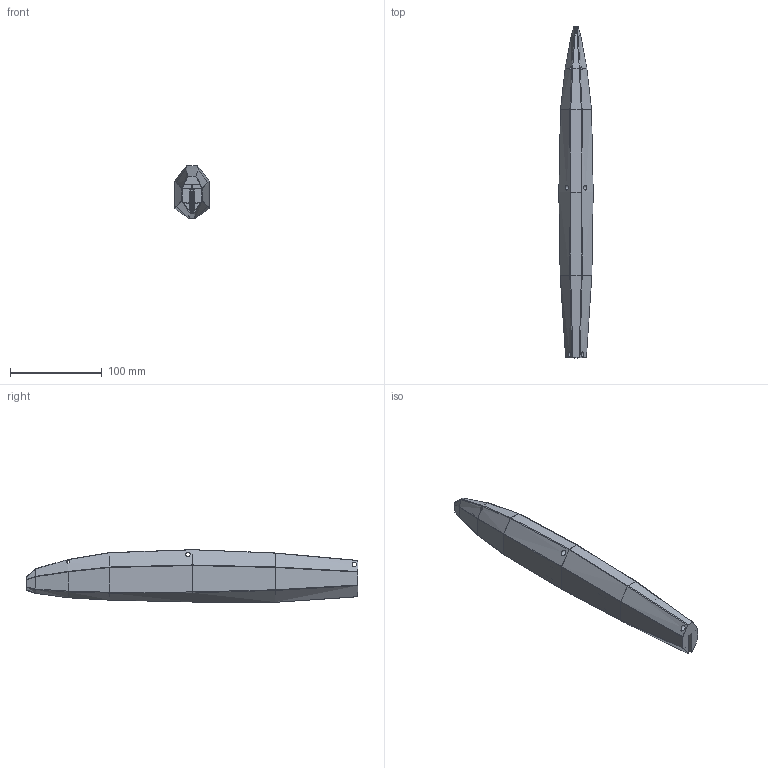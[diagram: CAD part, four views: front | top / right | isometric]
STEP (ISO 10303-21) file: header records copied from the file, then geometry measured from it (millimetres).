
FILE_DESCRIPTION(('FreeCAD Model'),'2;1');
FILE_NAME('Complete Hull.step' ,'2020-05-10T13:25:47',('Author'),(''), 'Open CASCADE STEP processor 7.3','FreeCAD','Unknown');
FILE_SCHEMA(('AUTOMOTIVE_DESIGN { 1 0 10303 214 1 1 1 1 }'));
Length unit declared in the file: millimetre
Products named in the file (1): Cut001
Bounding box: 37.36 x 361 x 57.22 mm (x, y, z)
Volume: 70025.4 mm3; surface area: 169046.4 mm2
Topology: 1 solids, 7 shells, 387 faces, 916 edges, 541 vertices
Faces by surface type: bspline 189, plane 70, offset 48, sphere 48, cylinder 32
Full cylindrical faces by diameter (mm): 3 x1, 5 x2
Entity records: 35330 total; most frequent: CARTESIAN_POINT 20298, ORIENTED_EDGE 1832, PCURVE 1832, DEFINITIONAL_REPRESENTATION 1832, DIRECTION 1545, B_SPLINE_CURVE_WITH_KNOTS 1525, LINE 1137, VECTOR 1137
